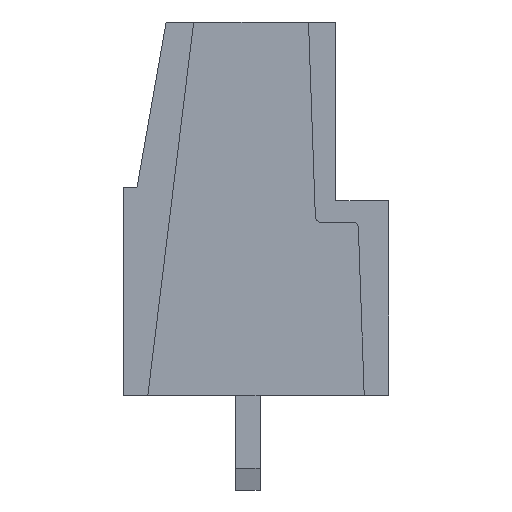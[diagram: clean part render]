
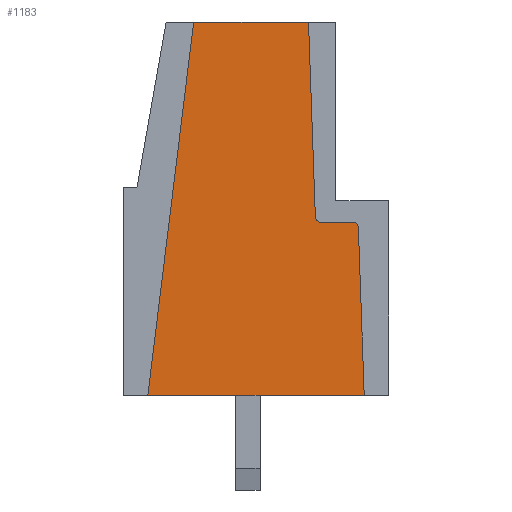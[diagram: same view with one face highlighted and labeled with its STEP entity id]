
A CAD part, left-side view. The second image highlights one B-rep face of the part: STEP entity #1183.
In plain terms, the highlighted planar face has unit normal (-1, 0, 0).
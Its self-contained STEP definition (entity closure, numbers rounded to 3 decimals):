
#1183 = ADVANCED_FACE( '', ( #2392 ), #2393, .T. );
#2392 = FACE_OUTER_BOUND( '', #3602, .T. );
#2393 = PLANE( '', #3603 );
#3602 = EDGE_LOOP( '', ( #6983, #6984, #6985, #6986, #6987, #6988, #6989, #6990 ) );
#3603 = AXIS2_PLACEMENT_3D( '', #6991, #6992, #6993 );
#6983 = ORIENTED_EDGE( '', *, *, #8605, .T. );
#6984 = ORIENTED_EDGE( '', *, *, #8183, .F. );
#6985 = ORIENTED_EDGE( '', *, *, #8630, .T. );
#6986 = ORIENTED_EDGE( '', *, *, #8631, .F. );
#6987 = ORIENTED_EDGE( '', *, *, #8382, .T. );
#6988 = ORIENTED_EDGE( '', *, *, #8169, .T. );
#6989 = ORIENTED_EDGE( '', *, *, #7859, .T. );
#6990 = ORIENTED_EDGE( '', *, *, #8575, .T. );
#6991 = CARTESIAN_POINT( '', ( -3., -8.205, 3.359 ) );
#6992 = DIRECTION( '', ( -1., 0., 0. ) );
#6993 = DIRECTION( '', ( 0., 0., 1. ) );
#7859 = EDGE_CURVE( '', #9687, #9691, #9693, .T. );
#8169 = EDGE_CURVE( '', #10139, #9687, #10140, .T. );
#8183 = EDGE_CURVE( '', #10159, #10161, #10162, .T. );
#8382 = EDGE_CURVE( '', #10417, #10139, #10418, .T. );
#8575 = EDGE_CURVE( '', #9691, #10640, #10642, .T. );
#8605 = EDGE_CURVE( '', #10640, #10161, #10676, .T. );
#8630 = EDGE_CURVE( '', #10159, #10701, #10702, .T. );
#8631 = EDGE_CURVE( '', #10417, #10701, #10703, .T. );
#9687 = VERTEX_POINT( '', #12231 );
#9691 = VERTEX_POINT( '', #12237 );
#9693 = LINE( '', #12240, #12241 );
#10139 = VERTEX_POINT( '', #12891 );
#10140 = CIRCLE( '', #12892, 0.2 );
#10159 = VERTEX_POINT( '', #12919 );
#10161 = VERTEX_POINT( '', #12922 );
#10162 = LINE( '', #12923, #12924 );
#10417 = VERTEX_POINT( '', #13305 );
#10418 = LINE( '', #13306, #13307 );
#10640 = VERTEX_POINT( '', #13624 );
#10642 = CIRCLE( '', #13627, 0.2 );
#10676 = LINE( '', #13673, #13674 );
#10701 = VERTEX_POINT( '', #13705 );
#10702 = LINE( '', #13706, #13707 );
#10703 = LINE( '', #13708, #13709 );
#12231 = CARTESIAN_POINT( '', ( -3., -8.483, 6.4 ) );
#12237 = CARTESIAN_POINT( '', ( -3., -7.293, 6.4 ) );
#12240 = CARTESIAN_POINT( '', ( -3., -8.483, 6.4 ) );
#12241 = VECTOR( '', #14302, 1000. );
#12891 = CARTESIAN_POINT( '', ( -3., -8.683, 6.207 ) );
#12892 = AXIS2_PLACEMENT_3D( '', #14573, #14574, #14575 );
#12919 = CARTESIAN_POINT( '', ( -3., -2.594, 13.8 ) );
#12922 = CARTESIAN_POINT( '', ( -3., -6.842, 13.8 ) );
#12923 = CARTESIAN_POINT( '', ( -3., -2.594, 13.8 ) );
#12924 = VECTOR( '', #14591, 1000. );
#13305 = CARTESIAN_POINT( '', ( -3., -8.9, 0. ) );
#13306 = CARTESIAN_POINT( '', ( -3., -8.9, 0. ) );
#13307 = VECTOR( '', #14748, 1000. );
#13624 = CARTESIAN_POINT( '', ( -3., -7.093, 6.593 ) );
#13627 = AXIS2_PLACEMENT_3D( '', #14890, #14891, #14892 );
#13673 = CARTESIAN_POINT( '', ( -3., -7.093, 6.593 ) );
#13674 = VECTOR( '', #14911, 1000. );
#13705 = CARTESIAN_POINT( '', ( -3., -0.9, 0. ) );
#13706 = CARTESIAN_POINT( '', ( -3., -2.594, 13.8 ) );
#13707 = VECTOR( '', #14918, 1000. );
#13708 = CARTESIAN_POINT( '', ( -3., -8.9, 0. ) );
#13709 = VECTOR( '', #14919, 1000. );
#14302 = DIRECTION( '', ( 0., 1., 0. ) );
#14573 = CARTESIAN_POINT( '', ( -3., -8.483, 6.2 ) );
#14574 = DIRECTION( '', ( -1., 0., 0. ) );
#14575 = DIRECTION( '', ( 0., -0.999, 0.035 ) );
#14591 = DIRECTION( '', ( 0., -1., 0. ) );
#14748 = DIRECTION( '', ( 0., 0.035, 0.999 ) );
#14890 = CARTESIAN_POINT( '', ( -3., -7.293, 6.6 ) );
#14891 = DIRECTION( '', ( 1., 0., 0. ) );
#14892 = DIRECTION( '', ( 0., 0., -1. ) );
#14911 = DIRECTION( '', ( 0., 0.035, 0.999 ) );
#14918 = DIRECTION( '', ( 0., 0.122, -0.993 ) );
#14919 = DIRECTION( '', ( 0., 1., 0. ) );
